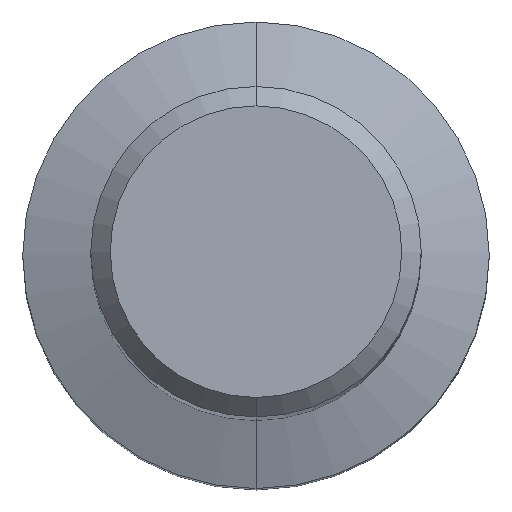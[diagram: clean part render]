
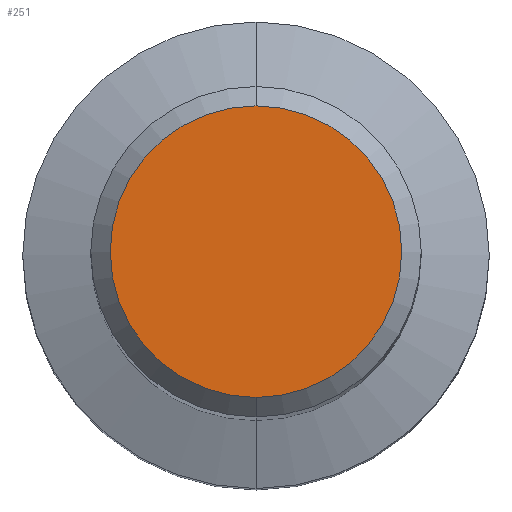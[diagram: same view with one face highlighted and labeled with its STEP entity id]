
A CAD part, top view. The second image highlights one B-rep face of the part: STEP entity #251.
In plain terms, the highlighted planar face has unit normal (0, 0, 1).
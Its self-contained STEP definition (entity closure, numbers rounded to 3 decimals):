
#221=EDGE_CURVE('',#463,#369,#581,.T.);
#251=ADVANCED_FACE('',(#615),#616,.T.);
#369=VERTEX_POINT('',#746);
#389=EDGE_CURVE('',#369,#463,#768,.T.);
#463=VERTEX_POINT('',#851);
#581=CIRCLE('',#1023,3.75);
#615=FACE_OUTER_BOUND('',#1080,.T.);
#616=PLANE('',#1081);
#746=CARTESIAN_POINT('',(0.0,3.75,0.0));
#768=CIRCLE('',#1388,3.75);
#851=CARTESIAN_POINT('',(0.,-3.75,0.0));
#1023=AXIS2_PLACEMENT_3D('',#1691,#1692,#1693);
#1080=EDGE_LOOP('',(#1735,#1736));
#1081=AXIS2_PLACEMENT_3D('',#1737,#1738,#1739);
#1388=AXIS2_PLACEMENT_3D('',#1918,#1919,#1920);
#1691=CARTESIAN_POINT('',(0.0,0.0,0.0));
#1692=DIRECTION('',(0.0,0.0,-1.0));
#1693=DIRECTION('',(0.0,1.0,0.0));
#1735=ORIENTED_EDGE('',*,*,#389,.F.);
#1736=ORIENTED_EDGE('',*,*,#221,.F.);
#1737=CARTESIAN_POINT('',(0.0,1.875,0.0));
#1738=DIRECTION('',(-0.0,0.0,1.0));
#1739=DIRECTION('',(0.0,-1.0,0.0));
#1918=CARTESIAN_POINT('',(0.0,0.0,0.0));
#1919=DIRECTION('',(0.0,0.0,-1.0));
#1920=DIRECTION('',(0.0,1.0,0.0));
